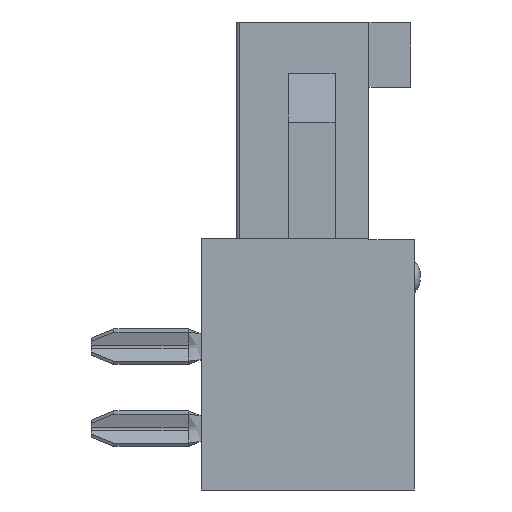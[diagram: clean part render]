
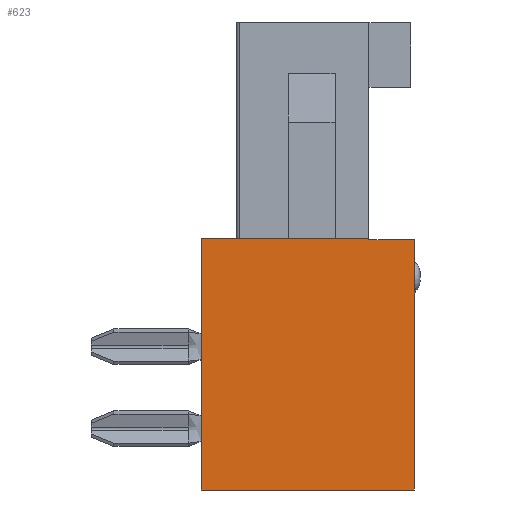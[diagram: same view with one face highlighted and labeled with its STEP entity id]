
A CAD part, left-side view. The second image highlights one B-rep face of the part: STEP entity #623.
In plain terms, the highlighted planar face has unit normal (-1, 0, 0).
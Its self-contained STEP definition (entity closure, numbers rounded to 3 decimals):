
#623 = ADVANCED_FACE( '', ( #1655 ), #1656, .F. );
#1655 = FACE_OUTER_BOUND( '', #3169, .T. );
#1656 = PLANE( '', #3170 );
#3169 = EDGE_LOOP( '', ( #4981, #4982, #4983, #4984, #4985, #4986, #4987, #4988, #4989, #4990, #4991, #4992 ) );
#3170 = AXIS2_PLACEMENT_3D( '', #4993, #4994, #4995 );
#4981 = ORIENTED_EDGE( '', *, *, #9528, .F. );
#4982 = ORIENTED_EDGE( '', *, *, #9529, .T. );
#4983 = ORIENTED_EDGE( '', *, *, #9530, .F. );
#4984 = ORIENTED_EDGE( '', *, *, #9531, .T. );
#4985 = ORIENTED_EDGE( '', *, *, #9532, .F. );
#4986 = ORIENTED_EDGE( '', *, *, #9533, .F. );
#4987 = ORIENTED_EDGE( '', *, *, #9534, .F. );
#4988 = ORIENTED_EDGE( '', *, *, #9535, .F. );
#4989 = ORIENTED_EDGE( '', *, *, #9536, .F. );
#4990 = ORIENTED_EDGE( '', *, *, #9537, .F. );
#4991 = ORIENTED_EDGE( '', *, *, #9538, .F. );
#4992 = ORIENTED_EDGE( '', *, *, #9539, .F. );
#4993 = CARTESIAN_POINT( '', ( -9.92, 0., 0. ) );
#4994 = DIRECTION( '', ( 1., 0., 0. ) );
#4995 = DIRECTION( '', ( 0., 0., -1. ) );
#9528 = EDGE_CURVE( '', #11457, #11458, #11459, .T. );
#9529 = EDGE_CURVE( '', #11457, #11460, #11461, .F. );
#9530 = EDGE_CURVE( '', #11462, #11460, #11463, .T. );
#9531 = EDGE_CURVE( '', #11462, #11464, #11465, .F. );
#9532 = EDGE_CURVE( '', #11466, #11464, #11467, .T. );
#9533 = EDGE_CURVE( '', #11468, #11466, #11469, .T. );
#9534 = EDGE_CURVE( '', #11470, #11468, #11471, .T. );
#9535 = EDGE_CURVE( '', #11472, #11470, #11473, .T. );
#9536 = EDGE_CURVE( '', #11474, #11472, #11475, .T. );
#9537 = EDGE_CURVE( '', #11476, #11474, #11477, .T. );
#9538 = EDGE_CURVE( '', #11478, #11476, #11479, .T. );
#9539 = EDGE_CURVE( '', #11458, #11478, #11480, .T. );
#11457 = VERTEX_POINT( '', #14253 );
#11458 = VERTEX_POINT( '', #14254 );
#11459 = LINE( '', #14255, #14256 );
#11460 = VERTEX_POINT( '', #14257 );
#11461 = CIRCLE( '', #14258, 0.02 );
#11462 = VERTEX_POINT( '', #14259 );
#11463 = LINE( '', #14260, #14261 );
#11464 = VERTEX_POINT( '', #14262 );
#11465 = CIRCLE( '', #14263, 0.02 );
#11466 = VERTEX_POINT( '', #14264 );
#11467 = LINE( '', #14265, #14266 );
#11468 = VERTEX_POINT( '', #14267 );
#11469 = LINE( '', #14268, #14269 );
#11470 = VERTEX_POINT( '', #14270 );
#11471 = LINE( '', #14271, #14272 );
#11472 = VERTEX_POINT( '', #14273 );
#11473 = LINE( '', #14274, #14275 );
#11474 = VERTEX_POINT( '', #14276 );
#11475 = LINE( '', #14277, #14278 );
#11476 = VERTEX_POINT( '', #14279 );
#11477 = LINE( '', #14280, #14281 );
#11478 = VERTEX_POINT( '', #14282 );
#11479 = LINE( '', #14283, #14284 );
#11480 = LINE( '', #14285, #14286 );
#14253 = CARTESIAN_POINT( '', ( -9.92, -3.31, 2.2 ) );
#14254 = CARTESIAN_POINT( '', ( -9.92, -3.3, 2.2 ) );
#14255 = CARTESIAN_POINT( '', ( -9.92, -3.33, 2.2 ) );
#14256 = VECTOR( '', #18038, 1000. );
#14257 = CARTESIAN_POINT( '', ( -9.92, -3.33, 2.22 ) );
#14258 = AXIS2_PLACEMENT_3D( '', #18039, #18040, #18041 );
#14259 = CARTESIAN_POINT( '', ( -9.92, -3.33, 2.23 ) );
#14260 = CARTESIAN_POINT( '', ( -9.92, -3.33, 2.25 ) );
#14261 = VECTOR( '', #18042, 1000. );
#14262 = CARTESIAN_POINT( '', ( -9.92, -3.31, 2.25 ) );
#14263 = AXIS2_PLACEMENT_3D( '', #18043, #18044, #18045 );
#14264 = CARTESIAN_POINT( '', ( -9.92, -3.3, 2.25 ) );
#14265 = CARTESIAN_POINT( '', ( -9.92, -3.3, 2.25 ) );
#14266 = VECTOR( '', #18046, 1000. );
#14267 = CARTESIAN_POINT( '', ( -9.92, -3.3, 3.85 ) );
#14268 = CARTESIAN_POINT( '', ( -9.92, -3.3, 3.9 ) );
#14269 = VECTOR( '', #18047, 1000. );
#14270 = CARTESIAN_POINT( '', ( -9.92, -1.9, 3.85 ) );
#14271 = CARTESIAN_POINT( '', ( -9.92, 0., 3.85 ) );
#14272 = VECTOR( '', #18048, 1000. );
#14273 = CARTESIAN_POINT( '', ( -9.92, -1.9, 3.9 ) );
#14274 = CARTESIAN_POINT( '', ( -9.92, -1.9, 0. ) );
#14275 = VECTOR( '', #18049, 1000. );
#14276 = CARTESIAN_POINT( '', ( -9.92, 3.3, 3.9 ) );
#14277 = CARTESIAN_POINT( '', ( -9.92, 3.3, 3.9 ) );
#14278 = VECTOR( '', #18050, 1000. );
#14279 = CARTESIAN_POINT( '', ( -9.92, 3.3, -3.9 ) );
#14280 = CARTESIAN_POINT( '', ( -9.92, 3.3, -3.9 ) );
#14281 = VECTOR( '', #18051, 1000. );
#14282 = CARTESIAN_POINT( '', ( -9.92, -3.3, -3.9 ) );
#14283 = CARTESIAN_POINT( '', ( -9.92, -3.3, -3.9 ) );
#14284 = VECTOR( '', #18052, 1000. );
#14285 = CARTESIAN_POINT( '', ( -9.92, -3.3, 3.9 ) );
#14286 = VECTOR( '', #18053, 1000. );
#18038 = DIRECTION( '', ( 0., 1., 0. ) );
#18039 = CARTESIAN_POINT( '', ( -9.92, -3.31, 2.22 ) );
#18040 = DIRECTION( '', ( 1., 0., 0. ) );
#18041 = DIRECTION( '', ( 0., 0., -1. ) );
#18042 = DIRECTION( '', ( 0., 0., -1. ) );
#18043 = CARTESIAN_POINT( '', ( -9.92, -3.31, 2.23 ) );
#18044 = DIRECTION( '', ( 1., 0., 0. ) );
#18045 = DIRECTION( '', ( 0., 0., -1. ) );
#18046 = DIRECTION( '', ( 0., -1., 0. ) );
#18047 = DIRECTION( '', ( 0., 0., -1. ) );
#18048 = DIRECTION( '', ( 0., -1., 0. ) );
#18049 = DIRECTION( '', ( 0., 0., -1. ) );
#18050 = DIRECTION( '', ( 0., -1., 0. ) );
#18051 = DIRECTION( '', ( 0., 0., 1. ) );
#18052 = DIRECTION( '', ( 0., 1., 0. ) );
#18053 = DIRECTION( '', ( 0., 0., -1. ) );
